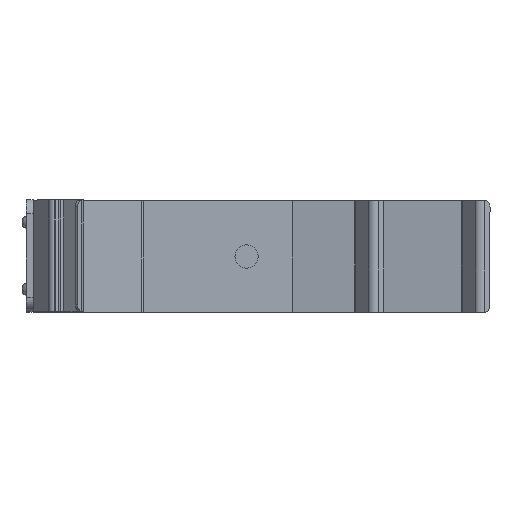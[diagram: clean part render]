
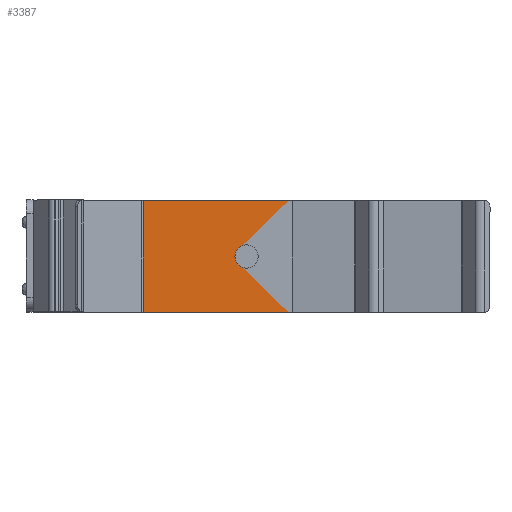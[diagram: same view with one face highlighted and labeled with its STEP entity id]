
A CAD part, top view. The second image highlights one B-rep face of the part: STEP entity #3387.
In plain terms, the highlighted face is planar.
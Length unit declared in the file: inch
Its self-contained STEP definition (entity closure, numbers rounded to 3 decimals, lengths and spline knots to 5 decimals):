
#47 = EDGE_CURVE ( 'NONE', #1706, #6128, #2276, .T. ) ;
#104 = ORIENTED_EDGE ( 'NONE', *, *, #4426, .T. ) ;
#183 = CARTESIAN_POINT ( 'NONE',  ( 0.06929, -0.11086, 0.045 ) ) ;
#390 = CARTESIAN_POINT ( 'NONE',  ( -0.87392, -1.05406, 1.045 ) ) ;
#401 = LINE ( 'NONE', #4554, #1644 ) ;
#535 = CARTESIAN_POINT ( 'NONE',  ( 0.06929, -0.11086, 1.045 ) ) ;
#630 = CIRCLE ( 'NONE', #2411, 0.104 ) ;
#635 = VECTOR ( 'NONE', #3594, 39.37008 ) ;
#643 = EDGE_CURVE ( 'NONE', #3275, #7704, #630, .T. ) ;
#685 = ORIENTED_EDGE ( 'NONE', *, *, #4374, .F. ) ;
#756 = DIRECTION ( 'NONE',  ( -0.707, -0.707, 0. ) ) ;
#880 = DIRECTION ( 'NONE',  ( 0.707, -0.707, 0. ) ) ;
#1644 = VECTOR ( 'NONE', #756, 39.37008 ) ;
#1706 = VERTEX_POINT ( 'NONE', #183 ) ;
#2265 = CARTESIAN_POINT ( 'NONE',  ( -0.50962, -0.68977, 0.545 ) ) ;
#2276 = LINE ( 'NONE', #535, #635 ) ;
#2411 = AXIS2_PLACEMENT_3D ( 'NONE', #4551, #880, #5156 ) ;
#2589 = LINE ( 'NONE', #390, #3634 ) ;
#2610 = CARTESIAN_POINT ( 'NONE',  ( -0.87392, -1.05406, 1.045 ) ) ;
#2640 = CARTESIAN_POINT ( 'NONE',  ( -0.6567, -0.83684, 0.545 ) ) ;
#2723 = VERTEX_POINT ( 'NONE', #7082 ) ;
#2909 = VECTOR ( 'NONE', #7044, 39.37008 ) ;
#3246 = DIRECTION ( 'NONE',  ( -0.707, 0.707, 0. ) ) ;
#3275 = VERTEX_POINT ( 'NONE', #2265 ) ;
#3387 = ADVANCED_FACE ( 'NONE', ( #3404, #7880 ), #5047, .F. ) ;
#3404 = FACE_BOUND ( 'NONE', #7619, .T. ) ;
#3594 = DIRECTION ( 'NONE',  ( 0., 0., 1. ) ) ;
#3634 = VECTOR ( 'NONE', #5918, 39.37008 ) ;
#3639 = CARTESIAN_POINT ( 'NONE',  ( -0.58316, -0.7633, 0.545 ) ) ;
#3790 = EDGE_CURVE ( 'NONE', #7704, #3275, #5791, .T. ) ;
#4235 = CARTESIAN_POINT ( 'NONE',  ( -0.87392, -1.05406, 0.045 ) ) ;
#4255 = DIRECTION ( 'NONE',  ( 0.707, 0.707, 0. ) ) ;
#4374 = EDGE_CURVE ( 'NONE', #1706, #6252, #401, .T. ) ;
#4426 = EDGE_CURVE ( 'NONE', #6128, #2723, #7773, .T. ) ;
#4551 = CARTESIAN_POINT ( 'NONE',  ( -0.58316, -0.7633, 0.545 ) ) ;
#4554 = CARTESIAN_POINT ( 'NONE',  ( 0.06929, -0.11086, 0.045 ) ) ;
#4876 = AXIS2_PLACEMENT_3D ( 'NONE', #2610, #3246, #7514 ) ;
#4974 = ORIENTED_EDGE ( 'NONE', *, *, #3790, .F. ) ;
#5047 = PLANE ( 'NONE',  #4876 ) ;
#5139 = AXIS2_PLACEMENT_3D ( 'NONE', #3639, #7902, #4255 ) ;
#5156 = DIRECTION ( 'NONE',  ( 0.707, 0.707, 0. ) ) ;
#5791 = CIRCLE ( 'NONE', #5139, 0.104 ) ;
#5918 = DIRECTION ( 'NONE',  ( 0., 0., -1. ) ) ;
#6128 = VERTEX_POINT ( 'NONE', #6421 ) ;
#6252 = VERTEX_POINT ( 'NONE', #4235 ) ;
#6421 = CARTESIAN_POINT ( 'NONE',  ( 0.06929, -0.11086, 1.045 ) ) ;
#6463 = EDGE_LOOP ( 'NONE', ( #7475, #104, #6903, #685 ) ) ;
#6903 = ORIENTED_EDGE ( 'NONE', *, *, #7934, .T. ) ;
#7044 = DIRECTION ( 'NONE',  ( -0.707, -0.707, 0. ) ) ;
#7082 = CARTESIAN_POINT ( 'NONE',  ( -0.87392, -1.05406, 1.045 ) ) ;
#7325 = ORIENTED_EDGE ( 'NONE', *, *, #643, .F. ) ;
#7475 = ORIENTED_EDGE ( 'NONE', *, *, #47, .T. ) ;
#7514 = DIRECTION ( 'NONE',  ( -0.707, -0.707, 0. ) ) ;
#7619 = EDGE_LOOP ( 'NONE', ( #7325, #4974 ) ) ;
#7657 = CARTESIAN_POINT ( 'NONE',  ( 0.06929, -0.11086, 1.045 ) ) ;
#7704 = VERTEX_POINT ( 'NONE', #2640 ) ;
#7773 = LINE ( 'NONE', #7657, #2909 ) ;
#7880 = FACE_OUTER_BOUND ( 'NONE', #6463, .T. ) ;
#7902 = DIRECTION ( 'NONE',  ( 0.707, -0.707, 0. ) ) ;
#7934 = EDGE_CURVE ( 'NONE', #2723, #6252, #2589, .T. ) ;
